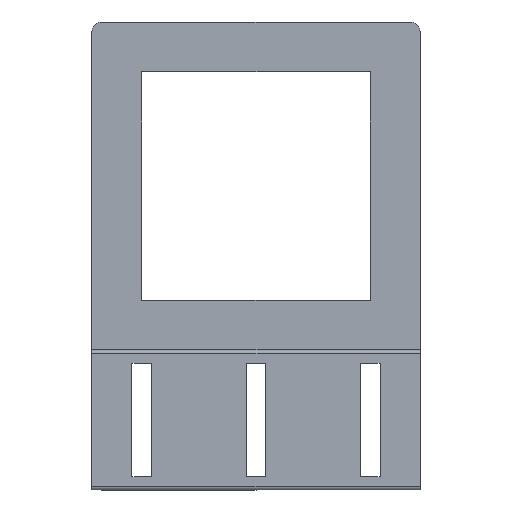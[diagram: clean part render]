
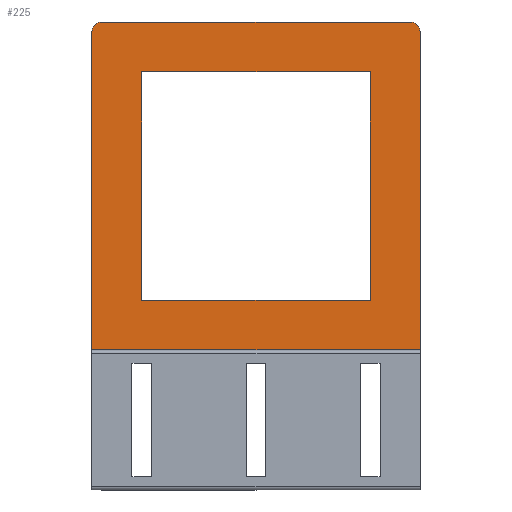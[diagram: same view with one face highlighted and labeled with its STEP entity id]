
A CAD part, top view. The second image highlights one B-rep face of the part: STEP entity #225.
In plain terms, the highlighted planar face has unit normal (0, 0, 1).
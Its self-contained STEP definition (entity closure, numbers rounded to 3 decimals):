
#38 = LINE ( 'NONE', #41, #988 ) ;
#41 = CARTESIAN_POINT ( 'NONE',  ( -34.25, -34.25, 0. ) ) ;
#77 = DIRECTION ( 'NONE',  ( 1., 0., 0. ) ) ;
#138 = EDGE_CURVE ( 'NONE', #1175, #1168, #1095, .T. ) ;
#144 = EDGE_CURVE ( 'NONE', #1212, #1194, #1093, .T. ) ;
#147 = EDGE_CURVE ( 'NONE', #1200, #1143, #1392, .T. ) ;
#150 = EDGE_CURVE ( 'NONE', #1189, #1212, #1370, .T. ) ;
#153 = EDGE_CURVE ( 'NONE', #1164, #1209, #1332, .T. ) ;
#155 = EDGE_CURVE ( 'NONE', #1189, #1196, #1328, .T. ) ;
#170 = EDGE_CURVE ( 'NONE', #1168, #1196, #1387, .T. ) ;
#183 = EDGE_CURVE ( 'NONE', #1194, #1175, #527, .T. ) ;
#196 = EDGE_CURVE ( 'NONE', #1209, #1200, #610, .T. ) ;
#206 = EDGE_CURVE ( 'NONE', #1143, #1164, #38, .T. ) ;
#225 = ADVANCED_FACE ( 'NONE', ( #1494, #1498 ), #1493, .T. ) ;
#284 = CARTESIAN_POINT ( 'NONE',  ( -34.25, -34.25, 0. ) ) ;
#353 = ORIENTED_EDGE ( 'NONE', *, *, #183, .T. ) ;
#417 = ORIENTED_EDGE ( 'NONE', *, *, #150, .T. ) ;
#432 = ORIENTED_EDGE ( 'NONE', *, *, #155, .F. ) ;
#447 = ORIENTED_EDGE ( 'NONE', *, *, #206, .F. ) ;
#448 = ORIENTED_EDGE ( 'NONE', *, *, #138, .T. ) ;
#452 = ORIENTED_EDGE ( 'NONE', *, *, #144, .T. ) ;
#490 = ORIENTED_EDGE ( 'NONE', *, *, #170, .T. ) ;
#506 = ORIENTED_EDGE ( 'NONE', *, *, #196, .F. ) ;
#524 = ORIENTED_EDGE ( 'NONE', *, *, #153, .F. ) ;
#527 = LINE ( 'NONE', #582, #1101 ) ;
#533 = CARTESIAN_POINT ( 'NONE',  ( -49.25, 49.25, 0. ) ) ;
#582 = CARTESIAN_POINT ( 'NONE',  ( -49.25, 49.25, 0. ) ) ;
#592 = DIRECTION ( 'NONE',  ( 0., -1., 0. ) ) ;
#598 = DIRECTION ( 'NONE',  ( -1., 0., 0. ) ) ;
#601 = CARTESIAN_POINT ( 'NONE',  ( -34.25, 34.25, 0. ) ) ;
#610 = LINE ( 'NONE', #601, #950 ) ;
#611 = DIRECTION ( 'NONE',  ( -1., 0., 0. ) ) ;
#688 = EDGE_LOOP ( 'NONE', ( #353, #448, #490, #432, #417, #452 ) ) ;
#761 = CARTESIAN_POINT ( 'NONE',  ( 49.25, 46.25, 0. ) ) ;
#766 = EDGE_LOOP ( 'NONE', ( #889, #506, #524, #447 ) ) ;
#778 = CARTESIAN_POINT ( 'NONE',  ( 34.25, 34.25, 0. ) ) ;
#889 = ORIENTED_EDGE ( 'NONE', *, *, #147, .F. ) ;
#910 = CARTESIAN_POINT ( 'NONE',  ( -34.25, 34.25, 0. ) ) ;
#913 = VECTOR ( 'NONE', #1361, 1000. ) ;
#916 = CARTESIAN_POINT ( 'NONE',  ( -49.25, -49.15, 0. ) ) ;
#922 = CARTESIAN_POINT ( 'NONE',  ( 46.25, 49.25, 0. ) ) ;
#929 = CARTESIAN_POINT ( 'NONE',  ( 49.25, -49.15, 0. ) ) ;
#947 = CARTESIAN_POINT ( 'NONE',  ( -46.25, 49.25, 0. ) ) ;
#950 = VECTOR ( 'NONE', #611, 1000. ) ;
#952 = VECTOR ( 'NONE', #1352, 1000. ) ;
#955 = CARTESIAN_POINT ( 'NONE',  ( -49.25, 46.25, 0. ) ) ;
#961 = CARTESIAN_POINT ( 'NONE',  ( 34.25, -34.25, 0. ) ) ;
#971 = AXIS2_PLACEMENT_3D ( 'NONE', #1491, #1490, #1489 ) ;
#972 = VECTOR ( 'NONE', #1393, 1000. ) ;
#983 = AXIS2_PLACEMENT_3D ( 'NONE', #1382, #1369, #1343 ) ;
#988 = VECTOR ( 'NONE', #77, 1000. ) ;
#995 = VECTOR ( 'NONE', #1347, 1000. ) ;
#1082 = VECTOR ( 'NONE', #592, 1000. ) ;
#1093 = CIRCLE ( 'NONE', #983, 3. ) ;
#1095 = CIRCLE ( 'NONE', #1134, 3. ) ;
#1101 = VECTOR ( 'NONE', #598, 1000. ) ;
#1134 = AXIS2_PLACEMENT_3D ( 'NONE', #1350, #1388, #1341 ) ;
#1143 = VERTEX_POINT ( 'NONE', #284 ) ;
#1164 = VERTEX_POINT ( 'NONE', #961 ) ;
#1168 = VERTEX_POINT ( 'NONE', #955 ) ;
#1175 = VERTEX_POINT ( 'NONE', #947 ) ;
#1189 = VERTEX_POINT ( 'NONE', #929 ) ;
#1194 = VERTEX_POINT ( 'NONE', #922 ) ;
#1196 = VERTEX_POINT ( 'NONE', #916 ) ;
#1200 = VERTEX_POINT ( 'NONE', #910 ) ;
#1209 = VERTEX_POINT ( 'NONE', #778 ) ;
#1212 = VERTEX_POINT ( 'NONE', #761 ) ;
#1325 = CARTESIAN_POINT ( 'NONE',  ( -34.25, 34.25, 0. ) ) ;
#1328 = LINE ( 'NONE', #1344, #952 ) ;
#1332 = LINE ( 'NONE', #1336, #995 ) ;
#1336 = CARTESIAN_POINT ( 'NONE',  ( 34.25, 34.25, 0. ) ) ;
#1341 = DIRECTION ( 'NONE',  ( 1., 0., 0. ) ) ;
#1343 = DIRECTION ( 'NONE',  ( 1., 0., 0. ) ) ;
#1344 = CARTESIAN_POINT ( 'NONE',  ( 49.25, -49.15, 0. ) ) ;
#1347 = DIRECTION ( 'NONE',  ( 0., 1., 0. ) ) ;
#1350 = CARTESIAN_POINT ( 'NONE',  ( -46.25, 46.25, 0. ) ) ;
#1352 = DIRECTION ( 'NONE',  ( -1., 0., 0. ) ) ;
#1361 = DIRECTION ( 'NONE',  ( 0., 1., 0. ) ) ;
#1369 = DIRECTION ( 'NONE',  ( 0., 0., 1. ) ) ;
#1370 = LINE ( 'NONE', #1425, #913 ) ;
#1382 = CARTESIAN_POINT ( 'NONE',  ( 46.25, 46.25, 0. ) ) ;
#1387 = LINE ( 'NONE', #533, #1082 ) ;
#1388 = DIRECTION ( 'NONE',  ( 0., 0., 1. ) ) ;
#1392 = LINE ( 'NONE', #1325, #972 ) ;
#1393 = DIRECTION ( 'NONE',  ( 0., -1., 0. ) ) ;
#1425 = CARTESIAN_POINT ( 'NONE',  ( 49.25, 49.25, 0. ) ) ;
#1489 = DIRECTION ( 'NONE',  ( 1., 0., 0. ) ) ;
#1490 = DIRECTION ( 'NONE',  ( 0., 0., 1. ) ) ;
#1491 = CARTESIAN_POINT ( 'NONE',  ( -49.25, -49.25, 0. ) ) ;
#1493 = PLANE ( 'NONE',  #971 ) ;
#1494 = FACE_BOUND ( 'NONE', #766, .T. ) ;
#1498 = FACE_OUTER_BOUND ( 'NONE', #688, .T. ) ;
